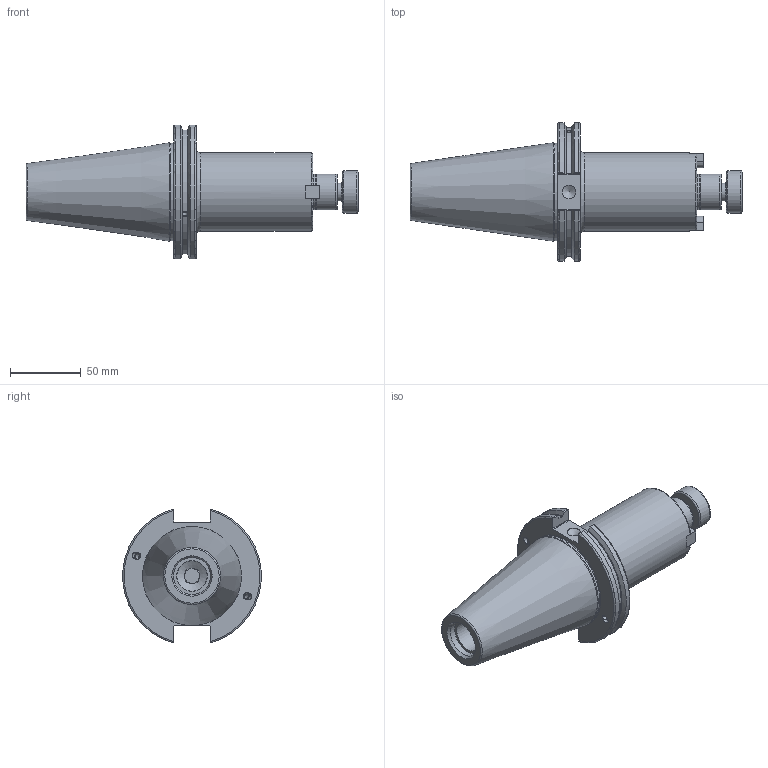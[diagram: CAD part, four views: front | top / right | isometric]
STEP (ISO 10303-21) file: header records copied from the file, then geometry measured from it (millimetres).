
FILE_DESCRIPTION(/* description */ (''),/* implementation_level */ '2;1');
FILE_NAME(/* name */ 'EL314B.stp',/* time_stamp */ '2023-10-27T09:18:42+09:00',/* author */ ('SSKT'),/* organization */ (''),/* preprocessor_version */ 'ST-DEVELOPER v19.2',/* originating_system */ 'Autodesk Inventor 2024',/* authorisation */ '');
FILE_SCHEMA (('AUTOMOTIVE_DESIGN { 1 0 10303 214 3 1 1 }'));
Length unit declared in the file: millimetre
Products named in the file (4): CAT50ADB-SMA25.4-4.00(20231027); CAT50; SMA27-DRIV EKEY-SECO; COLLAR BOLT-UNF3_4-16x47L
Assembly tree (4 placements, depth 2):
  CAT50ADB-SMA25.4-4.00(20231027)
    CAT50
    SMA27-DRIV EKEY-SECO  x2
    COLLAR BOLT-UNF3_4-16x47L
Bounding box: 235.32 x 98.06 x 94.69 mm (x, y, z)
Volume: 520848.8 mm3; surface area: 70671.4 mm2
Topology: 4 solids, 4 shells, 144 faces, 364 edges, 238 vertices
Faces by surface type: plane 70, cylinder 41, cone 19, torus 14
Full cylindrical faces by diameter (mm): 3.242 x4, 3.302 x2, 4.134 x2, 4.2 x2, 4.5 x2, 5 x2, 7.5 x2, 9.525 x2, 11.328 x1, 12.7 x1, 13.5 x1, 21.5 x1, 21.971 x1, 24.9 x1, 25.4 x1, 26.2 x1, 30 x1, 55.58 x1, 69.25 x1
Entity records: 4646 total; most frequent: CARTESIAN_POINT 1217, DIRECTION 694, ORIENTED_EDGE 680, EDGE_CURVE 340, AXIS2_PLACEMENT_3D 269, VERTEX_POINT 226, EDGE_LOOP 162, LINE 156
